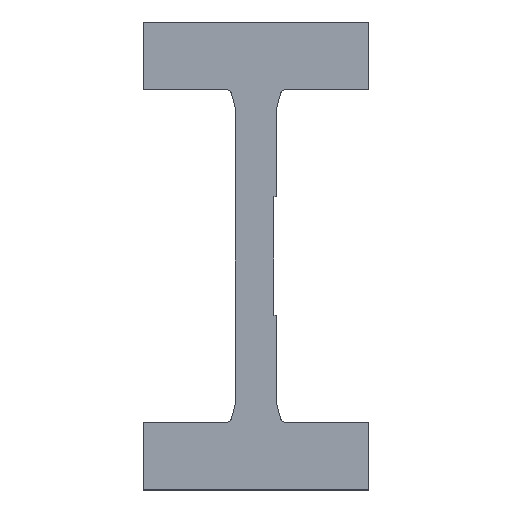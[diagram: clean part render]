
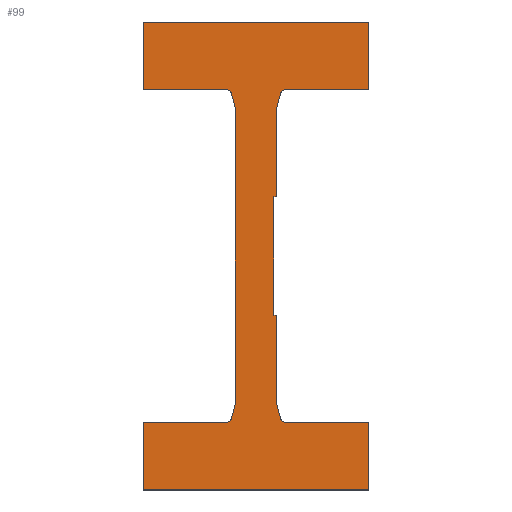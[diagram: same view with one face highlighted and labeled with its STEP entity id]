
A CAD part, top view. The second image highlights one B-rep face of the part: STEP entity #99.
In plain terms, the highlighted planar face has unit normal (0, 0, 1).
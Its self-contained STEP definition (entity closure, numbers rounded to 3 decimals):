
#99=ADVANCED_FACE('',(#150),#151,.T.);
#150=FACE_OUTER_BOUND('',#202,.T.);
#151=PLANE('',#203);
#202=EDGE_LOOP('',(#374,#375,#376,#377,#378,#379,#380,#381,#382,#383,#384,#385,#386,#387,#388,#389,#390,#391,#392,#393,#394,#395,#396,#397));
#203=AXIS2_PLACEMENT_3D('',#398,#399,#400);
#374=ORIENTED_EDGE('',*,*,#428,.F.);
#375=ORIENTED_EDGE('',*,*,#498,.F.);
#376=ORIENTED_EDGE('',*,*,#495,.F.);
#377=ORIENTED_EDGE('',*,*,#492,.F.);
#378=ORIENTED_EDGE('',*,*,#489,.F.);
#379=ORIENTED_EDGE('',*,*,#486,.F.);
#380=ORIENTED_EDGE('',*,*,#483,.F.);
#381=ORIENTED_EDGE('',*,*,#480,.F.);
#382=ORIENTED_EDGE('',*,*,#477,.F.);
#383=ORIENTED_EDGE('',*,*,#474,.F.);
#384=ORIENTED_EDGE('',*,*,#471,.F.);
#385=ORIENTED_EDGE('',*,*,#468,.F.);
#386=ORIENTED_EDGE('',*,*,#465,.F.);
#387=ORIENTED_EDGE('',*,*,#462,.F.);
#388=ORIENTED_EDGE('',*,*,#459,.F.);
#389=ORIENTED_EDGE('',*,*,#456,.F.);
#390=ORIENTED_EDGE('',*,*,#453,.F.);
#391=ORIENTED_EDGE('',*,*,#450,.F.);
#392=ORIENTED_EDGE('',*,*,#447,.F.);
#393=ORIENTED_EDGE('',*,*,#444,.F.);
#394=ORIENTED_EDGE('',*,*,#441,.F.);
#395=ORIENTED_EDGE('',*,*,#438,.F.);
#396=ORIENTED_EDGE('',*,*,#435,.F.);
#397=ORIENTED_EDGE('',*,*,#432,.F.);
#398=CARTESIAN_POINT('',(-0.115,197.5,10.0));
#399=DIRECTION('',(0.0,0.0,1.0));
#400=DIRECTION('',(1.0,0.0,0.0));
#428=EDGE_CURVE('',#500,#501,#502,.T.);
#432=EDGE_CURVE('',#501,#508,#509,.T.);
#435=EDGE_CURVE('',#508,#513,#514,.T.);
#438=EDGE_CURVE('',#513,#518,#519,.T.);
#441=EDGE_CURVE('',#518,#523,#524,.T.);
#444=EDGE_CURVE('',#523,#528,#529,.T.);
#447=EDGE_CURVE('',#528,#533,#534,.T.);
#450=EDGE_CURVE('',#533,#538,#539,.T.);
#453=EDGE_CURVE('',#538,#543,#544,.T.);
#456=EDGE_CURVE('',#543,#548,#549,.T.);
#459=EDGE_CURVE('',#548,#553,#554,.T.);
#462=EDGE_CURVE('',#553,#558,#559,.T.);
#465=EDGE_CURVE('',#558,#563,#564,.T.);
#468=EDGE_CURVE('',#563,#568,#569,.T.);
#471=EDGE_CURVE('',#568,#573,#574,.T.);
#474=EDGE_CURVE('',#573,#578,#579,.T.);
#477=EDGE_CURVE('',#578,#583,#584,.T.);
#480=EDGE_CURVE('',#583,#588,#589,.T.);
#483=EDGE_CURVE('',#588,#593,#594,.T.);
#486=EDGE_CURVE('',#593,#598,#599,.T.);
#489=EDGE_CURVE('',#598,#603,#604,.T.);
#492=EDGE_CURVE('',#603,#608,#609,.T.);
#495=EDGE_CURVE('',#608,#613,#614,.T.);
#498=EDGE_CURVE('',#613,#500,#618,.T.);
#500=VERTEX_POINT('',#620);
#501=VERTEX_POINT('',#621);
#502=LINE('',#622,#623);
#508=VERTEX_POINT('',#632);
#509=LINE('',#633,#634);
#513=VERTEX_POINT('',#640);
#514=LINE('',#641,#642);
#518=VERTEX_POINT('',#648);
#519=LINE('',#649,#650);
#523=VERTEX_POINT('',#656);
#524=CIRCLE('',#657,4.0);
#528=VERTEX_POINT('',#662);
#529=LINE('',#663,#664);
#533=VERTEX_POINT('',#670);
#534=LINE('',#671,#672);
#538=VERTEX_POINT('',#678);
#539=LINE('',#679,#680);
#543=VERTEX_POINT('',#686);
#544=LINE('',#687,#688);
#548=VERTEX_POINT('',#694);
#549=LINE('',#695,#696);
#553=VERTEX_POINT('',#702);
#554=LINE('',#703,#704);
#558=VERTEX_POINT('',#710);
#559=LINE('',#711,#712);
#563=VERTEX_POINT('',#718);
#564=CIRCLE('',#719,4.0);
#568=VERTEX_POINT('',#724);
#569=LINE('',#725,#726);
#573=VERTEX_POINT('',#732);
#574=LINE('',#733,#734);
#578=VERTEX_POINT('',#740);
#579=LINE('',#741,#742);
#583=VERTEX_POINT('',#748);
#584=LINE('',#749,#750);
#588=VERTEX_POINT('',#756);
#589=LINE('',#757,#758);
#593=VERTEX_POINT('',#764);
#594=CIRCLE('',#765,4.0);
#598=VERTEX_POINT('',#770);
#599=LINE('',#771,#772);
#603=VERTEX_POINT('',#778);
#604=LINE('',#779,#780);
#608=VERTEX_POINT('',#786);
#609=LINE('',#787,#788);
#613=VERTEX_POINT('',#794);
#614=CIRCLE('',#795,4.0);
#618=LINE('',#800,#801);
#620=CARTESIAN_POINT('',(-95.0,337.7,10.0));
#621=CARTESIAN_POINT('',(-95.0,395.0,10.0));
#622=CARTESIAN_POINT('',(-95.0,395.0,10.0));
#623=VECTOR('',#804,1.0);
#632=CARTESIAN_POINT('',(95.0,395.0,10.0));
#633=CARTESIAN_POINT('',(-95.0,395.0,10.0));
#634=VECTOR('',#808,1.0);
#640=CARTESIAN_POINT('',(95.0,337.7,10.0));
#641=CARTESIAN_POINT('',(95.0,395.0,10.0));
#642=VECTOR('',#811,1.0);
#648=CARTESIAN_POINT('',(24.589,337.7,10.0));
#649=CARTESIAN_POINT('',(24.589,337.7,10.0));
#650=VECTOR('',#814,1.0);
#656=CARTESIAN_POINT('',(20.725,334.735,10.0));
#657=AXIS2_PLACEMENT_3D('',#817,#818,#819);
#662=CARTESIAN_POINT('',(17.5,322.7,10.0));
#663=CARTESIAN_POINT('',(17.5,322.7,10.0));
#664=VECTOR('',#824,1.0);
#670=CARTESIAN_POINT('',(17.5,247.5,10.0));
#671=CARTESIAN_POINT('',(17.5,247.5,10.0));
#672=VECTOR('',#827,1.0);
#678=CARTESIAN_POINT('',(15.0,247.5,10.0));
#679=CARTESIAN_POINT('',(15.0,247.5,10.0));
#680=VECTOR('',#830,1.0);
#686=CARTESIAN_POINT('',(15.0,147.5,10.0));
#687=CARTESIAN_POINT('',(15.0,147.5,10.0));
#688=VECTOR('',#833,1.0);
#694=CARTESIAN_POINT('',(17.5,147.5,10.0));
#695=CARTESIAN_POINT('',(15.0,147.5,10.0));
#696=VECTOR('',#836,1.0);
#702=CARTESIAN_POINT('',(17.5,72.3,10.0));
#703=CARTESIAN_POINT('',(17.5,147.5,10.0));
#704=VECTOR('',#839,1.0);
#710=CARTESIAN_POINT('',(20.725,60.265,10.0));
#711=CARTESIAN_POINT('',(17.5,72.3,10.0));
#712=VECTOR('',#842,1.0);
#718=CARTESIAN_POINT('',(24.589,57.3,10.0));
#719=AXIS2_PLACEMENT_3D('',#845,#846,#847);
#724=CARTESIAN_POINT('',(95.0,57.3,10.0));
#725=CARTESIAN_POINT('',(24.589,57.3,10.0));
#726=VECTOR('',#852,1.0);
#732=CARTESIAN_POINT('',(95.0,0.,10.0));
#733=CARTESIAN_POINT('',(95.0,0.,10.0));
#734=VECTOR('',#855,1.0);
#740=CARTESIAN_POINT('',(-95.0,0.,10.0));
#741=CARTESIAN_POINT('',(-95.0,0.,10.0));
#742=VECTOR('',#858,1.0);
#748=CARTESIAN_POINT('',(-95.0,57.3,10.0));
#749=CARTESIAN_POINT('',(-95.0,0.,10.0));
#750=VECTOR('',#861,1.0);
#756=CARTESIAN_POINT('',(-24.589,57.3,10.0));
#757=CARTESIAN_POINT('',(-24.589,57.3,10.0));
#758=VECTOR('',#864,1.0);
#764=CARTESIAN_POINT('',(-20.725,60.265,10.0));
#765=AXIS2_PLACEMENT_3D('',#867,#868,#869);
#770=CARTESIAN_POINT('',(-17.5,72.3,10.0));
#771=CARTESIAN_POINT('',(-17.5,72.3,10.0));
#772=VECTOR('',#874,1.0);
#778=CARTESIAN_POINT('',(-17.5,322.7,10.0));
#779=CARTESIAN_POINT('',(-17.5,322.7,10.0));
#780=VECTOR('',#877,1.0);
#786=CARTESIAN_POINT('',(-20.725,334.735,10.0));
#787=CARTESIAN_POINT('',(-17.5,322.7,10.0));
#788=VECTOR('',#880,1.0);
#794=CARTESIAN_POINT('',(-24.589,337.7,10.0));
#795=AXIS2_PLACEMENT_3D('',#883,#884,#885);
#800=CARTESIAN_POINT('',(-24.589,337.7,10.0));
#801=VECTOR('',#890,1.0);
#804=DIRECTION('',(0.0,1.0,0.0));
#808=DIRECTION('',(1.0,0.0,0.0));
#811=DIRECTION('',(0.0,-1.0,0.0));
#814=DIRECTION('',(-1.0,0.,0.0));
#817=CARTESIAN_POINT('',(24.589,333.7,10.0));
#818=DIRECTION('',(0.0,0.0,1.0));
#819=DIRECTION('',(1.0,0.0,0.0));
#824=DIRECTION('',(-0.259,-0.966,0.0));
#827=DIRECTION('',(0.,-1.0,0.0));
#830=DIRECTION('',(-1.0,0.,0.0));
#833=DIRECTION('',(0.,-1.0,0.0));
#836=DIRECTION('',(1.0,0.0,0.0));
#839=DIRECTION('',(0.,-1.0,0.0));
#842=DIRECTION('',(0.259,-0.966,0.0));
#845=CARTESIAN_POINT('',(24.589,61.3,10.0));
#846=DIRECTION('',(0.0,0.0,1.0));
#847=DIRECTION('',(1.0,0.0,0.0));
#852=DIRECTION('',(1.0,0.,0.0));
#855=DIRECTION('',(0.0,-1.0,0.0));
#858=DIRECTION('',(-1.0,0.0,0.0));
#861=DIRECTION('',(0.0,1.0,0.0));
#864=DIRECTION('',(1.0,0.,0.0));
#867=CARTESIAN_POINT('',(-24.589,61.3,10.0));
#868=DIRECTION('',(0.0,0.0,1.0));
#869=DIRECTION('',(1.0,0.0,0.0));
#874=DIRECTION('',(0.259,0.966,0.0));
#877=DIRECTION('',(0.0,1.0,0.0));
#880=DIRECTION('',(-0.259,0.966,0.0));
#883=CARTESIAN_POINT('',(-24.589,333.7,10.0));
#884=DIRECTION('',(0.0,0.0,1.0));
#885=DIRECTION('',(1.0,0.0,0.0));
#890=DIRECTION('',(-1.0,0.,0.0));
